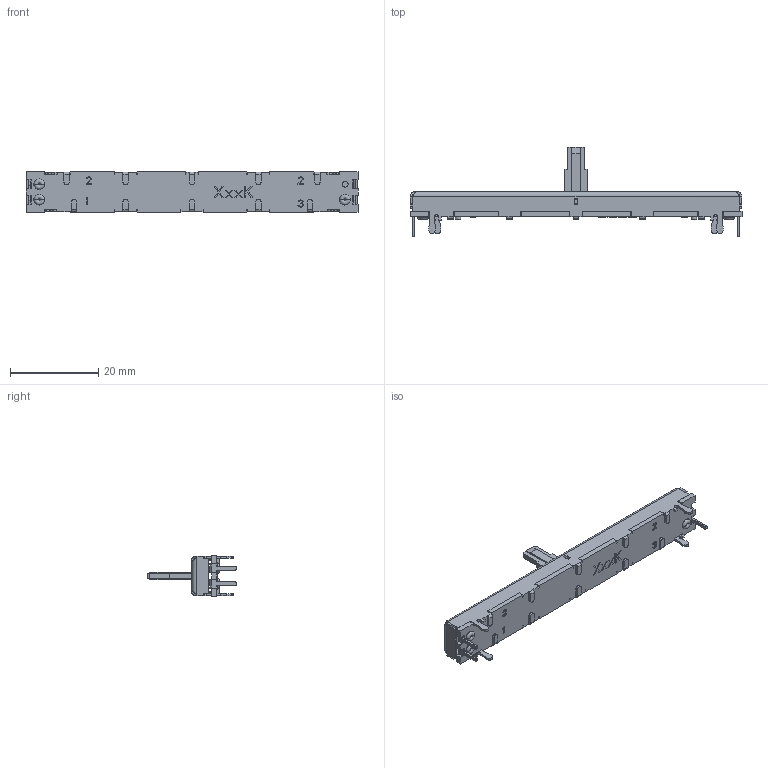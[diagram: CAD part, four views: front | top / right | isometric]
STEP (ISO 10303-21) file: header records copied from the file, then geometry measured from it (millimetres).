
FILE_DESCRIPTION((''),'2;1');
FILE_NAME('PRT0001','2022-03-18T10:49:08',('FaithSun'),(''),'CREO PARAMETRIC BY PTC INC, 2018400','CREO PARAMETRIC BY PTC INC, 2018400','');
FILE_SCHEMA(('CONFIG_CONTROL_DESIGN'));
Length unit declared in the file: millimetre
Products named in the file (1): PRT0001
Bounding box: 75.2 x 20.25 x 9.2 mm (x, y, z)
Volume: 1644.4 mm3; surface area: 4562.2 mm2
Topology: 1 solids, 6 shells, 743 faces, 2106 edges, 1336 vertices
Faces by surface type: plane 583, cylinder 132, bspline 16, torus 12
Entity records: 24295 total; most frequent: CARTESIAN_POINT 4818, ORIENTED_EDGE 4204, DIRECTION 3814, EDGE_CURVE 2106, VECTOR 1790, LINE 1790, VERTEX_POINT 1336, AXIS2_PLACEMENT_3D 1012
